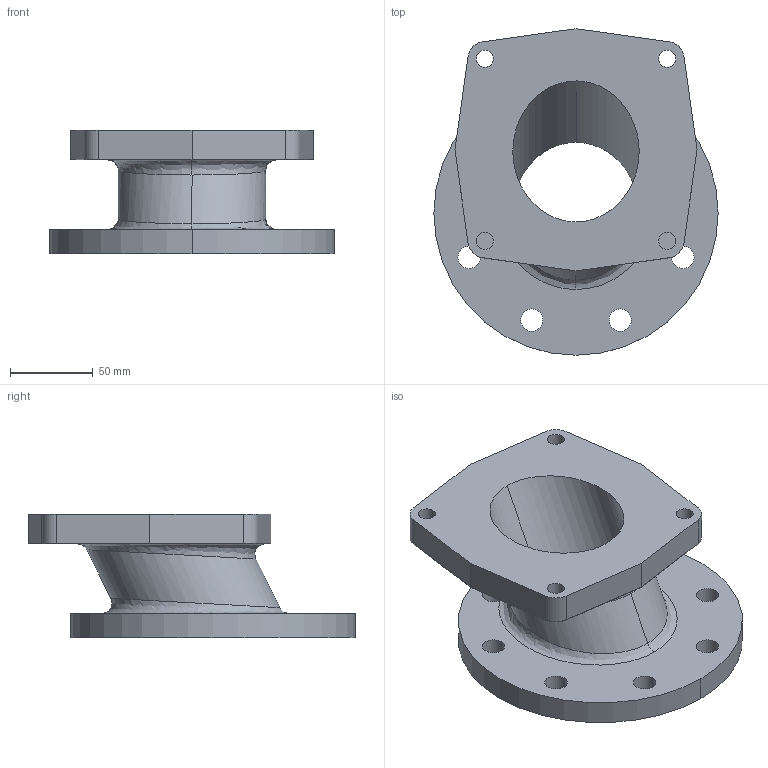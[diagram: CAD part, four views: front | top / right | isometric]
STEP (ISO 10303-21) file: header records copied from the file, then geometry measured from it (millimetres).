
FILE_DESCRIPTION((''),'2;1');
FILE_NAME('C20871_PRT','2007-01-11T',('work1'),(''),'PRO/ENGINEER BY PARAMETRIC TECHNOLOGY CORPORATION, 2005110','PRO/ENGINEER BY PARAMETRIC TECHNOLOGY CORPORATION, 2005110','');
FILE_SCHEMA(('CONFIG_CONTROL_DESIGN'));
Length unit declared in the file: inch
Products named in the file (1): C20871_PRT
Bounding box: 171.45 x 196.85 x 74.6 mm (x, y, z)
Volume: 567557.4 mm3; surface area: 111809.1 mm2
Topology: 1 solids, 1 shells, 64 faces, 166 edges, 104 vertices
Faces by surface type: cylinder 42, plane 14, bspline 4, torus 4
Entity records: 2682 total; most frequent: CARTESIAN_POINT 1022, DIRECTION 338, ORIENTED_EDGE 332, EDGE_CURVE 166, AXIS2_PLACEMENT_3D 136, VERTEX_POINT 104, EDGE_LOOP 90, CIRCLE 76
